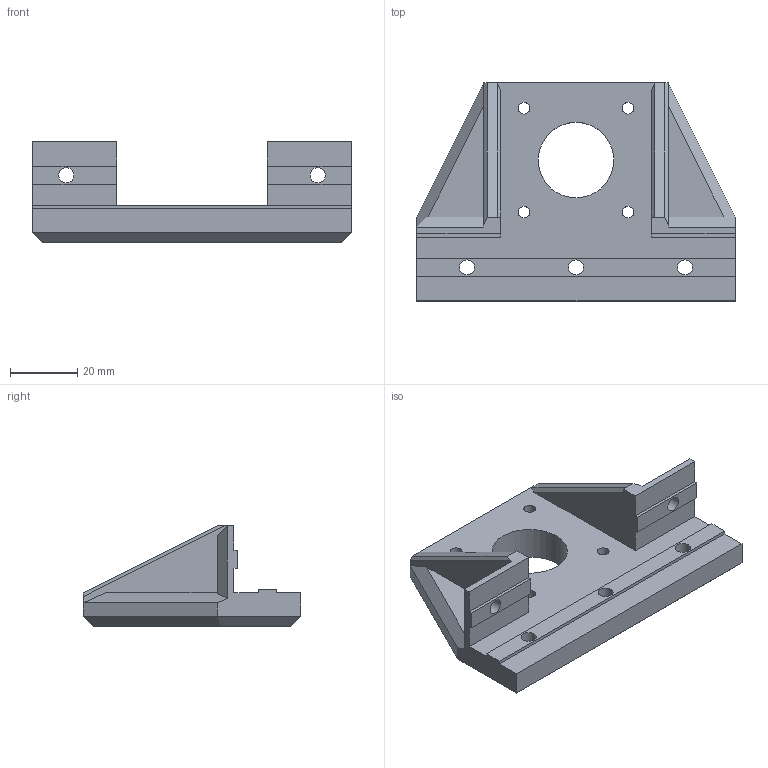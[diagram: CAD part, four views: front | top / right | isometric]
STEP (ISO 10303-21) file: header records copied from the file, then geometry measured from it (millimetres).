
FILE_DESCRIPTION( ( '' ), ' ' );
FILE_NAME( '5e3cedb2085ea012993243e1.step', '2020-02-07T04:55:15', ( '' ), ( '' ), ' ', ' ', ' ' );
FILE_SCHEMA( ( 'AUTOMOTIVE_DESIGN { 1 0 10303 214 1 1 1 1 }' ) );
Length unit declared in the file: metre
Products named in the file (1): Part 1
Bounding box: 95 x 65 x 30 mm (x, y, z)
Volume: 55338.4 mm3; surface area: 17982.1 mm2
Topology: 1 solids, 1 shells, 80 faces, 202 edges, 133 vertices
Faces by surface type: plane 61, cylinder 19
Full cylindrical faces by diameter (mm): 3.5 x4, 4.5 x5, 7.1 x4, 9.1 x5, 22.5 x1
Entity records: 2904 total; most frequent: CARTESIAN_POINT 379, DIRECTION 374, ORIENTED_EDGE 348, EDGE_CURVE 174, LINE 136, VECTOR 136, EDGE_LOOP 128, VERTEX_POINT 124
